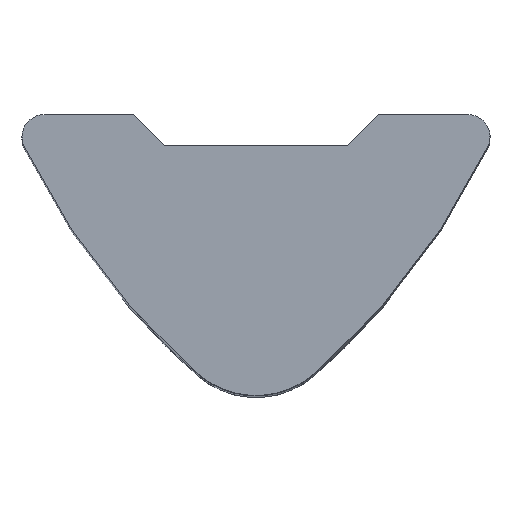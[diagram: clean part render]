
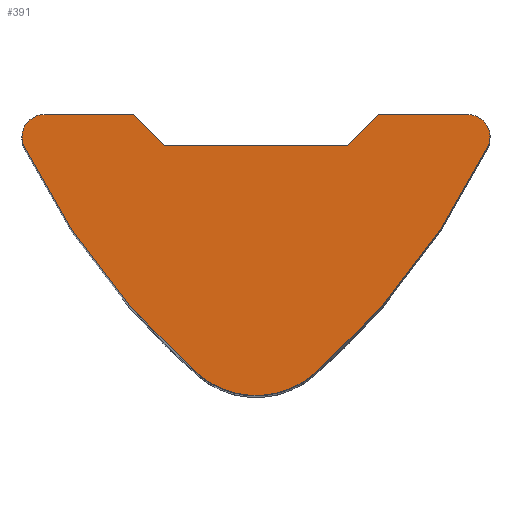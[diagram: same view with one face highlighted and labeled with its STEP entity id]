
A CAD part, top view. The second image highlights one B-rep face of the part: STEP entity #391.
In plain terms, the highlighted planar face has unit normal (0, 0, 1).
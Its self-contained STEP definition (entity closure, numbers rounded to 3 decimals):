
#11 = EDGE_CURVE ( 'NONE', #840, #182, #891, .T. ) ;
#17 = DIRECTION ( 'NONE',  ( -1., 0., 0. ) ) ;
#28 = VERTEX_POINT ( 'NONE', #513 ) ;
#44 = DIRECTION ( 'NONE',  ( -1., 0., 0. ) ) ;
#45 = CIRCLE ( 'NONE', #462, 16. ) ;
#54 = EDGE_CURVE ( 'NONE', #341, #545, #459, .T. ) ;
#73 = VECTOR ( 'NONE', #816, 1000. ) ;
#77 = ORIENTED_EDGE ( 'NONE', *, *, #11, .T. ) ;
#78 = EDGE_CURVE ( 'NONE', #28, #601, #509, .T. ) ;
#91 = VERTEX_POINT ( 'NONE', #534 ) ;
#98 = ORIENTED_EDGE ( 'NONE', *, *, #507, .T. ) ;
#119 = ORIENTED_EDGE ( 'NONE', *, *, #708, .T. ) ;
#131 = CARTESIAN_POINT ( 'NONE',  ( -2.75, 0., 14. ) ) ;
#152 = PLANE ( 'NONE',  #722 ) ;
#161 = LINE ( 'NONE', #675, #73 ) ;
#170 = VERTEX_POINT ( 'NONE', #131 ) ;
#172 = DIRECTION ( 'NONE',  ( 0., 0., -1. ) ) ;
#182 = VERTEX_POINT ( 'NONE', #613 ) ;
#190 = LINE ( 'NONE', #906, #890 ) ;
#204 = DIRECTION ( 'NONE',  ( -1., 0., 0. ) ) ;
#206 = ORIENTED_EDGE ( 'NONE', *, *, #78, .F. ) ;
#212 = EDGE_CURVE ( 'NONE', #531, #170, #596, .T. ) ;
#215 = DIRECTION ( 'NONE',  ( 0., 0., -1. ) ) ;
#237 = CARTESIAN_POINT ( 'NONE',  ( 2.75, 0., 14. ) ) ;
#254 = AXIS2_PLACEMENT_3D ( 'NONE', #293, #757, #304 ) ;
#256 = DIRECTION ( 'NONE',  ( -0.707, 0.707, 0. ) ) ;
#293 = CARTESIAN_POINT ( 'NONE',  ( -4.75, -0.5, 14. ) ) ;
#304 = DIRECTION ( 'NONE',  ( -1., 0., 0. ) ) ;
#318 = CARTESIAN_POINT ( 'NONE',  ( -2.05, -0.7, 14. ) ) ;
#322 = DIRECTION ( 'NONE',  ( -0.707, -0.707, 0. ) ) ;
#341 = VERTEX_POINT ( 'NONE', #577 ) ;
#373 = DIRECTION ( 'NONE',  ( 0., 0., 1. ) ) ;
#378 = ORIENTED_EDGE ( 'NONE', *, *, #862, .F. ) ;
#381 = CARTESIAN_POINT ( 'NONE',  ( -4.75, -0.5, 14. ) ) ;
#391 = ADVANCED_FACE ( 'NONE', ( #952 ), #152, .T. ) ;
#407 = DIRECTION ( 'NONE',  ( 0., 0., 1. ) ) ;
#411 = CARTESIAN_POINT ( 'NONE',  ( -2.75, 0., 14. ) ) ;
#434 = DIRECTION ( 'NONE',  ( 0., 0., 1. ) ) ;
#435 = CARTESIAN_POINT ( 'NONE',  ( -9.203, 6.25, 14. ) ) ;
#447 = VECTOR ( 'NONE', #256, 1000. ) ;
#449 = ORIENTED_EDGE ( 'NONE', *, *, #562, .T. ) ;
#459 = LINE ( 'NONE', #237, #483 ) ;
#462 = AXIS2_PLACEMENT_3D ( 'NONE', #745, #588, #17 ) ;
#483 = VECTOR ( 'NONE', #322, 1000. ) ;
#490 = ORIENTED_EDGE ( 'NONE', *, *, #850, .F. ) ;
#492 = CARTESIAN_POINT ( 'NONE',  ( -4.75, -0.7, 14. ) ) ;
#501 = CARTESIAN_POINT ( 'NONE',  ( -4.75, -0.5, 14. ) ) ;
#507 = EDGE_CURVE ( 'NONE', #170, #601, #190, .T. ) ;
#509 = CIRCLE ( 'NONE', #908, 0.5 ) ;
#513 = CARTESIAN_POINT ( 'NONE',  ( -5.25, -0.5, 14. ) ) ;
#517 = CARTESIAN_POINT ( 'NONE',  ( 4.75, -0.5, 14. ) ) ;
#531 = VERTEX_POINT ( 'NONE', #318 ) ;
#534 = CARTESIAN_POINT ( 'NONE',  ( 1.315, -5.807, 14. ) ) ;
#545 = VERTEX_POINT ( 'NONE', #779 ) ;
#562 = EDGE_CURVE ( 'NONE', #930, #91, #935, .T. ) ;
#577 = CARTESIAN_POINT ( 'NONE',  ( 2.75, 0., 14. ) ) ;
#585 = CARTESIAN_POINT ( 'NONE',  ( 5.2, -0.718, 14. ) ) ;
#586 = CIRCLE ( 'NONE', #770, 16. ) ;
#588 = DIRECTION ( 'NONE',  ( 0., 0., 1. ) ) ;
#589 = ORIENTED_EDGE ( 'NONE', *, *, #54, .T. ) ;
#596 = LINE ( 'NONE', #411, #447 ) ;
#601 = VERTEX_POINT ( 'NONE', #631 ) ;
#613 = CARTESIAN_POINT ( 'NONE',  ( 4.75, 0., 14. ) ) ;
#619 = CARTESIAN_POINT ( 'NONE',  ( -5.2, -0.718, 14. ) ) ;
#631 = CARTESIAN_POINT ( 'NONE',  ( -4.75, 0., 14. ) ) ;
#641 = EDGE_LOOP ( 'NONE', ( #659, #860, #98, #206, #490, #119, #449, #378, #77, #928, #589 ) ) ;
#653 = VECTOR ( 'NONE', #204, 1000. ) ;
#659 = ORIENTED_EDGE ( 'NONE', *, *, #693, .T. ) ;
#671 = AXIS2_PLACEMENT_3D ( 'NONE', #931, #407, #44 ) ;
#675 = CARTESIAN_POINT ( 'NONE',  ( -4.75, 0., 14. ) ) ;
#677 = LINE ( 'NONE', #492, #653 ) ;
#678 = DIRECTION ( 'NONE',  ( -1., 0., 0. ) ) ;
#693 = EDGE_CURVE ( 'NONE', #545, #531, #677, .T. ) ;
#697 = CARTESIAN_POINT ( 'NONE',  ( -1.315, -5.807, 14. ) ) ;
#703 = DIRECTION ( 'NONE',  ( -1., 0., 0. ) ) ;
#708 = EDGE_CURVE ( 'NONE', #905, #930, #45, .T. ) ;
#722 = AXIS2_PLACEMENT_3D ( 'NONE', #501, #434, #748 ) ;
#735 = DIRECTION ( 'NONE',  ( -1., 0., 0. ) ) ;
#745 = CARTESIAN_POINT ( 'NONE',  ( 9.203, 6.25, 14. ) ) ;
#748 = DIRECTION ( 'NONE',  ( 1., 0., 0. ) ) ;
#757 = DIRECTION ( 'NONE',  ( 0., 0., -1. ) ) ;
#770 = AXIS2_PLACEMENT_3D ( 'NONE', #435, #215, #735 ) ;
#779 = CARTESIAN_POINT ( 'NONE',  ( 2.05, -0.7, 14. ) ) ;
#807 = CIRCLE ( 'NONE', #254, 0.5 ) ;
#816 = DIRECTION ( 'NONE',  ( -1., 0., 0. ) ) ;
#840 = VERTEX_POINT ( 'NONE', #585 ) ;
#850 = EDGE_CURVE ( 'NONE', #905, #28, #807, .T. ) ;
#852 = DIRECTION ( 'NONE',  ( -1., 0., 0. ) ) ;
#860 = ORIENTED_EDGE ( 'NONE', *, *, #212, .T. ) ;
#862 = EDGE_CURVE ( 'NONE', #840, #91, #586, .T. ) ;
#864 = EDGE_CURVE ( 'NONE', #182, #341, #161, .T. ) ;
#873 = AXIS2_PLACEMENT_3D ( 'NONE', #517, #373, #678 ) ;
#890 = VECTOR ( 'NONE', #703, 1000. ) ;
#891 = CIRCLE ( 'NONE', #873, 0.5 ) ;
#905 = VERTEX_POINT ( 'NONE', #619 ) ;
#906 = CARTESIAN_POINT ( 'NONE',  ( -4.75, 0., 14. ) ) ;
#908 = AXIS2_PLACEMENT_3D ( 'NONE', #381, #172, #852 ) ;
#928 = ORIENTED_EDGE ( 'NONE', *, *, #864, .T. ) ;
#930 = VERTEX_POINT ( 'NONE', #697 ) ;
#931 = CARTESIAN_POINT ( 'NONE',  ( 0., -4.3, 14. ) ) ;
#935 = CIRCLE ( 'NONE', #671, 2. ) ;
#952 = FACE_OUTER_BOUND ( 'NONE', #641, .T. ) ;
